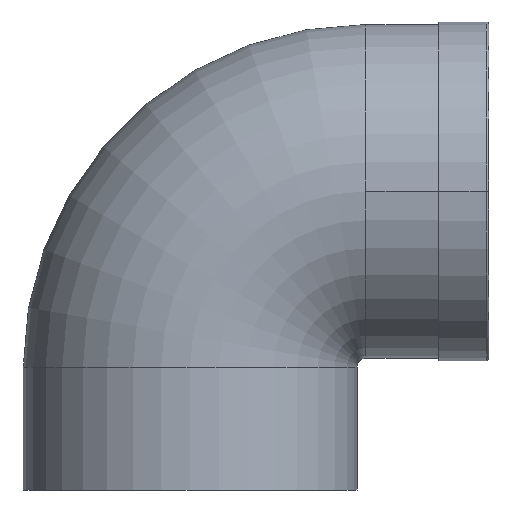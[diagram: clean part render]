
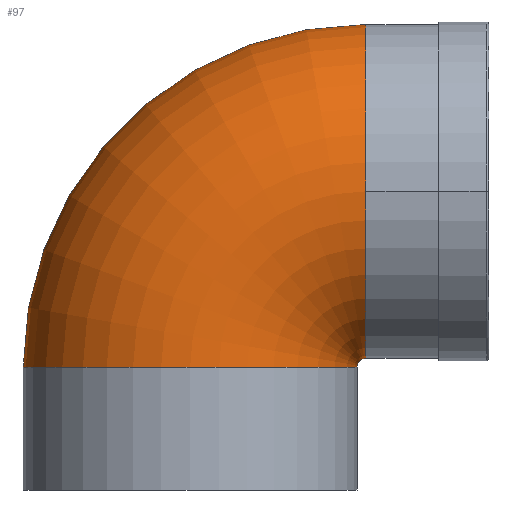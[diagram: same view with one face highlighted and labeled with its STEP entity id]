
A CAD part, front view. The second image highlights one B-rep face of the part: STEP entity #97.
In plain terms, the highlighted toroidal (fillet/blend) face has major radius 70 mm and minor radius 66.5 mm.
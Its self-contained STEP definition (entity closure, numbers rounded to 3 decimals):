
#97=ADVANCED_FACE('',(#194),#195,.T.);
#194=FACE_OUTER_BOUND('',#285,.T.);
#195=TOROIDAL_SURFACE('',#286,70.0,66.5);
#285=EDGE_LOOP('',(#492,#493,#494,#495,#496));
#286=AXIS2_PLACEMENT_3D('',#497,#498,#499);
#492=ORIENTED_EDGE('',*,*,#518,.T.);
#493=ORIENTED_EDGE('',*,*,#597,.T.);
#494=ORIENTED_EDGE('',*,*,#521,.T.);
#495=ORIENTED_EDGE('',*,*,#594,.T.);
#496=ORIENTED_EDGE('',*,*,#536,.T.);
#497=CARTESIAN_POINT('',(70.0,0.,49.0));
#498=DIRECTION('',(0.0,-1.0,0.0));
#499=DIRECTION('',(0.0,0.0,-1.0));
#518=EDGE_CURVE('',#603,#604,#605,.T.);
#521=EDGE_CURVE('',#610,#608,#611,.T.);
#536=EDGE_CURVE('',#635,#603,#636,.T.);
#594=EDGE_CURVE('',#608,#635,#716,.T.);
#597=EDGE_CURVE('',#604,#610,#719,.T.);
#603=VERTEX_POINT('',#725);
#604=VERTEX_POINT('',#726);
#605=CIRCLE('',#727,136.5);
#608=VERTEX_POINT('',#730);
#610=VERTEX_POINT('',#732);
#611=CIRCLE('',#733,3.5);
#635=VERTEX_POINT('',#901);
#636=CIRCLE('',#902,66.5);
#716=CIRCLE('',#1134,66.5);
#719=CIRCLE('',#1137,66.5);
#725=CARTESIAN_POINT('',(70.0,0.,185.5));
#726=CARTESIAN_POINT('',(-66.5,0.0,49.0));
#727=AXIS2_PLACEMENT_3D('',#1142,#1143,#1144);
#730=CARTESIAN_POINT('',(70.0,0.0,52.5));
#732=CARTESIAN_POINT('',(66.5,0.,49.0));
#733=AXIS2_PLACEMENT_3D('',#1151,#1152,#1153);
#901=CARTESIAN_POINT('',(70.0,-66.5,119.0));
#902=AXIS2_PLACEMENT_3D('',#1175,#1176,#1177);
#1134=AXIS2_PLACEMENT_3D('',#1267,#1268,#1269);
#1137=AXIS2_PLACEMENT_3D('',#1270,#1271,#1272);
#1142=CARTESIAN_POINT('',(70.0,0.,49.0));
#1143=DIRECTION('',(0.0,-1.0,0.0));
#1144=DIRECTION('',(0.0,0.0,-1.0));
#1151=CARTESIAN_POINT('',(70.0,0.,49.0));
#1152=DIRECTION('',(-0.0,1.0,0.0));
#1153=DIRECTION('',(0.0,0.0,-1.0));
#1175=CARTESIAN_POINT('',(70.0,0.,119.0));
#1176=DIRECTION('',(-1.0,-0.0,0.0));
#1177=DIRECTION('',(0.0,0.,-1.0));
#1267=CARTESIAN_POINT('',(70.0,0.,119.0));
#1268=DIRECTION('',(-1.0,-0.0,0.0));
#1269=DIRECTION('',(0.0,0.,-1.0));
#1270=CARTESIAN_POINT('',(0.0,0.0,49.0));
#1271=DIRECTION('',(0.0,0.0,1.0));
#1272=DIRECTION('',(-1.0,0.0,0.0));
